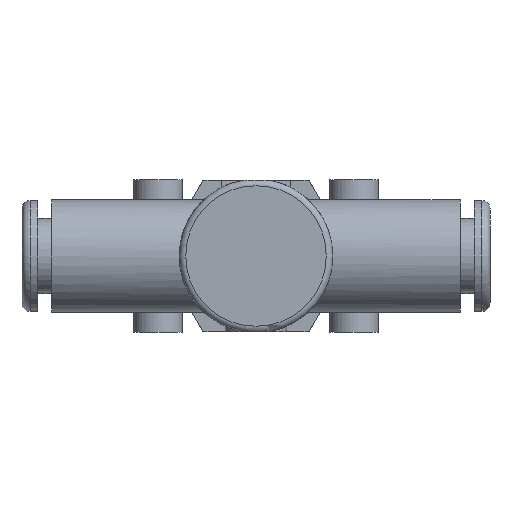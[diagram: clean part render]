
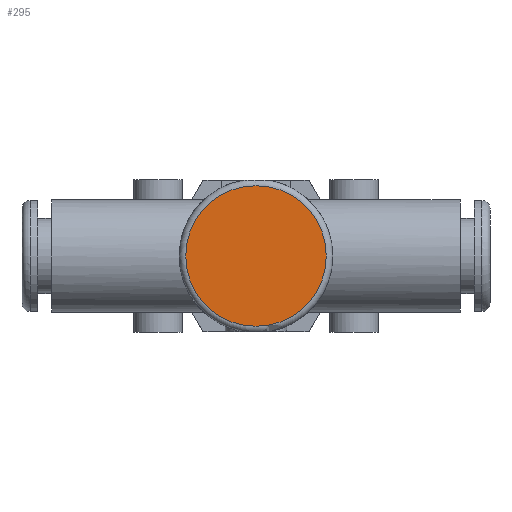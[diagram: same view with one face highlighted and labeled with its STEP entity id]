
A CAD part, front view. The second image highlights one B-rep face of the part: STEP entity #295.
In plain terms, the highlighted planar face has unit normal (0, -1, 0).
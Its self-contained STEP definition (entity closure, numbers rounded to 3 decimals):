
#295 = ADVANCED_FACE( '', ( #677 ), #678, .F. );
#677 = FACE_OUTER_BOUND( '', #1207, .T. );
#678 = PLANE( '', #1208 );
#1207 = EDGE_LOOP( '', ( #1906 ) );
#1208 = AXIS2_PLACEMENT_3D( '', #1907, #1908, #1909 );
#1906 = ORIENTED_EDGE( '', *, *, #3034, .T. );
#1907 = CARTESIAN_POINT( '', ( 8.6, -9.1, 0. ) );
#1908 = DIRECTION( '', ( 0., 1., 0. ) );
#1909 = DIRECTION( '', ( 0., 0., 1. ) );
#3034 = EDGE_CURVE( '', #3606, #3606, #3607, .T. );
#3606 = VERTEX_POINT( '', #4728 );
#3607 = CIRCLE( '', #4729, 8.6 );
#4728 = CARTESIAN_POINT( '', ( 0., -9.1, -8.6 ) );
#4729 = AXIS2_PLACEMENT_3D( '', #5768, #5769, #5770 );
#5768 = CARTESIAN_POINT( '', ( 0., -9.1, 0. ) );
#5769 = DIRECTION( '', ( 0., -1., 0. ) );
#5770 = DIRECTION( '', ( 0., 0., -1. ) );
